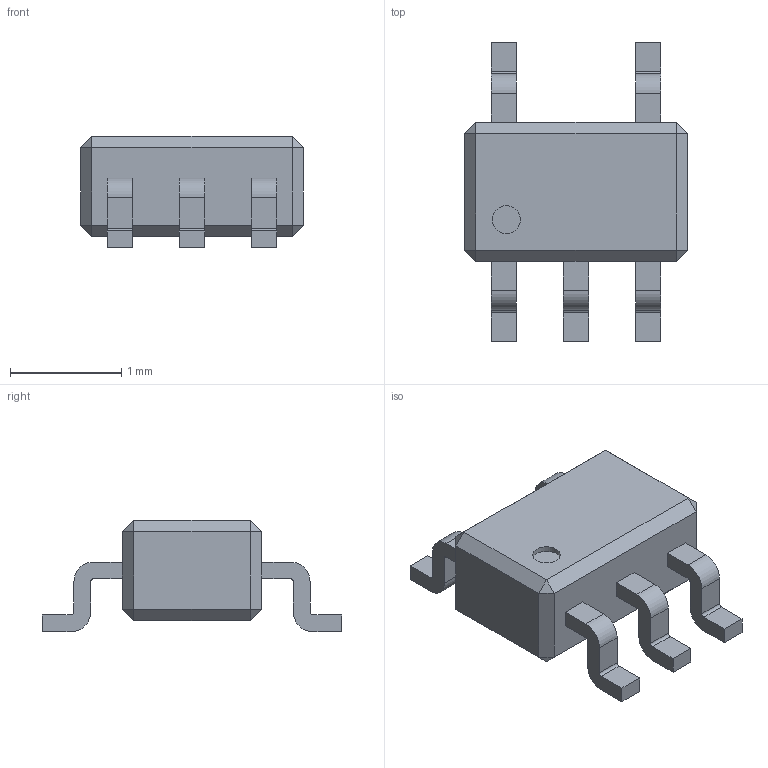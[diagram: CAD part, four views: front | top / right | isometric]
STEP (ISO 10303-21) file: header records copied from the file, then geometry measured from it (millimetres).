
FILE_DESCRIPTION(/* description */ (''),/* implementation_level */ '2;1');
FILE_NAME(/* name */ '5f07aea7b248d91475367f96',/* time_stamp */ '2020-07-09T23:56:24+00:00',/* author */ (''),/* organization */ (''),/* preprocessor_version */ 'ST-DEVELOPER v16.7',/* originating_system */ $,/* authorisation */ $);
FILE_SCHEMA (('AUTOMOTIVE_DESIGN {1 0 10303 214 3 1 1}'));
Length unit declared in the file: metre
Products named in the file (1): Part 1
Bounding box: 2 x 2.69 x 1 mm (x, y, z)
Volume: 2.4 mm3; surface area: 14 mm2
Topology: 1 solids, 1 shells, 93 faces, 231 edges, 146 vertices
Faces by surface type: plane 72, cylinder 21
Full cylindrical faces by diameter (mm): 0.25 x1
Entity records: 3393 total; most frequent: CARTESIAN_POINT 470, ORIENTED_EDGE 460, DIRECTION 460, EDGE_CURVE 230, LINE 188, VECTOR 188, VERTEX_POINT 146, AXIS2_PLACEMENT_3D 136
